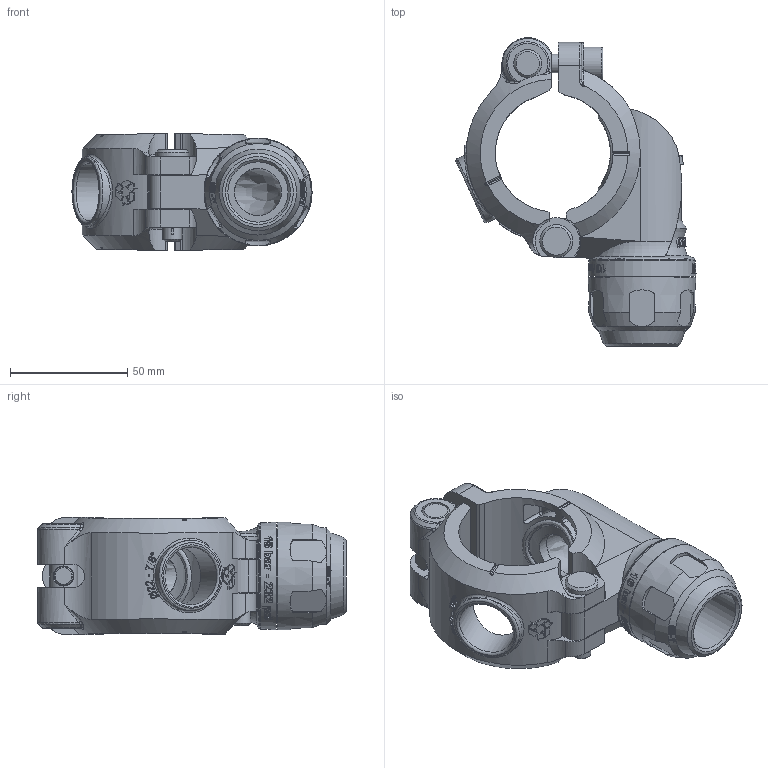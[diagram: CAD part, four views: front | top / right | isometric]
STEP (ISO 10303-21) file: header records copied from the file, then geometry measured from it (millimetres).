
FILE_DESCRIPTION(/* description */ ('STEP AP214'),/* implementation_level */ '2;1');
FILE_NAME(/* name */ 'PPS1_BP5025.stp.stp',/* time_stamp */ '2020-07-05T23:04:40+02:00',/* author */ (' '),/* organization */ (' '),/* preprocessor_version */ 'ST-DEVELOPER v18',/* originating_system */ 'Autodesk Inventor 2020',/* authorisation */ ' ');
FILE_SCHEMA (('AUTOMOTIVE_DESIGN { 1 0 10303 214 3 1 1 }'));
Length unit declared in the file: metre
Products named in the file (1): PPS1_BP5025.stp
Bounding box: 102.48 x 131.62 x 49.96 mm (x, y, z)
Volume: 180749.6 mm3; surface area: 51504.4 mm2
Topology: 1 solids, 1 shells, 1476 faces, 4075 edges, 2659 vertices
Faces by surface type: bspline 563, plane 419, cylinder 366, cone 64, torus 32, sphere 32
Full cylindrical faces by diameter (mm): 8 x4, 8.2 x1, 8.4 x1, 12 x3, 14 x2, 18 x1, 20 x2, 24.6 x1, 25.7 x1, 39.5 x1, 45.2 x1
Entity records: 76664 total; most frequent: CARTESIAN_POINT 42153, ORIENTED_EDGE 8068, DIRECTION 4918, EDGE_CURVE 4034, VERTEX_POINT 2655, AXIS2_PLACEMENT_3D 1712, B_SPLINE_CURVE_WITH_KNOTS 1701, EDGE_LOOP 1585
